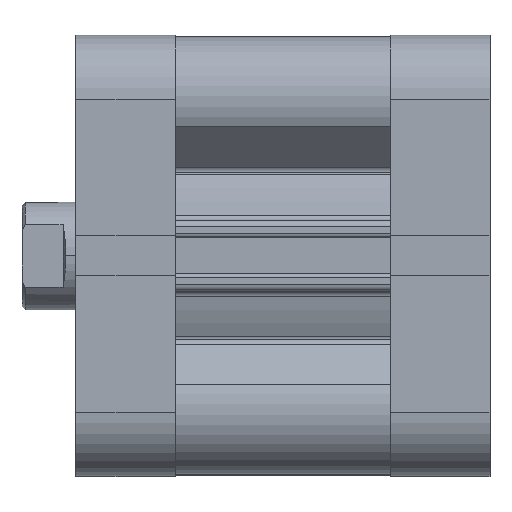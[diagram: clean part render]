
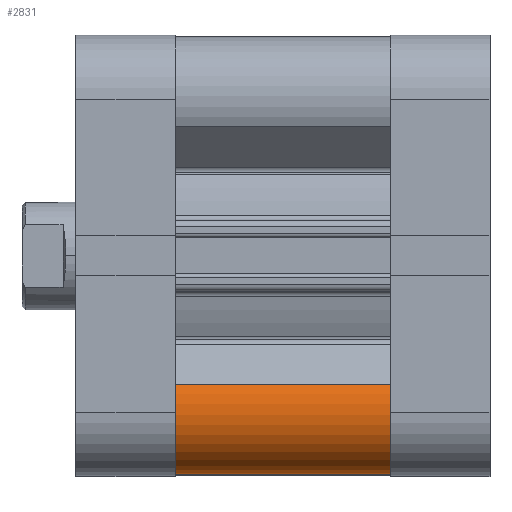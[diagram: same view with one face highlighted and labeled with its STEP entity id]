
A CAD part, top view. The second image highlights one B-rep face of the part: STEP entity #2831.
In plain terms, the highlighted cylindrical face has radius 9.25 mm (diameter 18.5 mm), a partial arc.
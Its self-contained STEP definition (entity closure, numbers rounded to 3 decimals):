
#2158 = LINE ( 'NONE', #2304, #2159 ) ;
#2159 = VECTOR ( 'NONE', #2305, 1000. ) ;
#2172 = LINE ( 'NONE', #2318, #2173 ) ;
#2173 = VECTOR ( 'NONE', #2319, 1000. ) ;
#2304 = CARTESIAN_POINT ( 'NONE',  ( 31.559, -19.184, 32. ) ) ;
#2305 = DIRECTION ( 'NONE',  ( 0., 0., -1. ) ) ;
#2318 = CARTESIAN_POINT ( 'NONE',  ( 19.184, -31.559, 32. ) ) ;
#2319 = DIRECTION ( 'NONE',  ( 0., 0., -1. ) ) ;
#2554 = VERTEX_POINT ( 'NONE', #4666 ) ;
#2555 = VERTEX_POINT ( 'NONE', #2771 ) ;
#2646 = VERTEX_POINT ( 'NONE', #4756 ) ;
#2647 = VERTEX_POINT ( 'NONE', #4757 ) ;
#2771 = CARTESIAN_POINT ( 'NONE',  ( 31.559, -19.184, 0. ) ) ;
#2831 = ADVANCED_FACE ( 'NONE', ( #7673 ), #7668, .T. ) ;
#3721 = ORIENTED_EDGE ( 'NONE', *, *, #7512, .T. ) ;
#3722 = ORIENTED_EDGE ( 'NONE', *, *, #6868, .F. ) ;
#3723 = ORIENTED_EDGE ( 'NONE', *, *, #7505, .F. ) ;
#3724 = ORIENTED_EDGE ( 'NONE', *, *, #7018, .T. ) ;
#4666 = CARTESIAN_POINT ( 'NONE',  ( 19.184, -31.559, 0. ) ) ;
#4756 = CARTESIAN_POINT ( 'NONE',  ( 31.559, -19.184, 32. ) ) ;
#4757 = CARTESIAN_POINT ( 'NONE',  ( 19.184, -31.559, 32. ) ) ;
#5081 = DIRECTION ( 'NONE',  ( 0., 0., -1. ) ) ;
#5084 = DIRECTION ( 'NONE',  ( -1., 0., 0. ) ) ;
#5089 = CARTESIAN_POINT ( 'NONE',  ( 23.25, -23.25, 32. ) ) ;
#5927 = AXIS2_PLACEMENT_3D ( 'NONE', #5089, #5081, #5084 ) ;
#6147 = EDGE_LOOP ( 'NONE', ( #3724, #3723, #3722, #3721 ) ) ;
#6419 = AXIS2_PLACEMENT_3D ( 'NONE', #9649, #9660, #9661 ) ;
#6484 = AXIS2_PLACEMENT_3D ( 'NONE', #10047, #10053, #10054 ) ;
#6868 = EDGE_CURVE ( 'NONE', #2647, #2646, #8399, .T. ) ;
#7018 = EDGE_CURVE ( 'NONE', #2554, #2555, #8617, .T. ) ;
#7505 = EDGE_CURVE ( 'NONE', #2646, #2555, #2158, .T. ) ;
#7512 = EDGE_CURVE ( 'NONE', #2647, #2554, #2172, .T. ) ;
#7668 = CYLINDRICAL_SURFACE ( 'NONE', #5927, 9.25 ) ;
#7673 = FACE_OUTER_BOUND ( 'NONE', #6147, .T. ) ;
#8399 = CIRCLE ( 'NONE', #6419, 9.25 ) ;
#8617 = CIRCLE ( 'NONE', #6484, 9.25 ) ;
#9649 = CARTESIAN_POINT ( 'NONE',  ( 23.25, -23.25, 32. ) ) ;
#9660 = DIRECTION ( 'NONE',  ( 0., 0., 1. ) ) ;
#9661 = DIRECTION ( 'NONE',  ( -1., 0., 0. ) ) ;
#10047 = CARTESIAN_POINT ( 'NONE',  ( 23.25, -23.25, 0. ) ) ;
#10053 = DIRECTION ( 'NONE',  ( 0., 0., 1. ) ) ;
#10054 = DIRECTION ( 'NONE',  ( -1., 0., 0. ) ) ;
